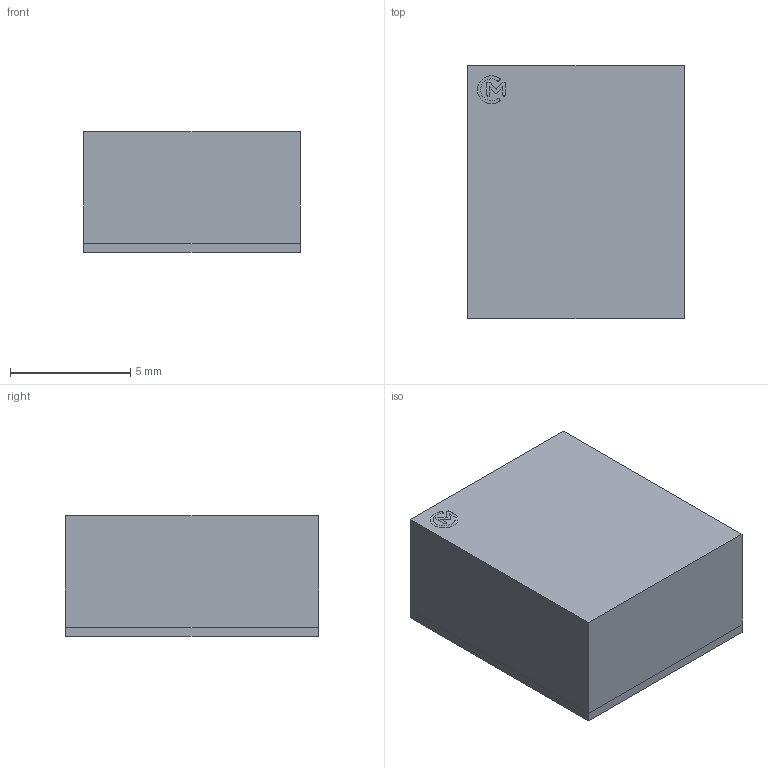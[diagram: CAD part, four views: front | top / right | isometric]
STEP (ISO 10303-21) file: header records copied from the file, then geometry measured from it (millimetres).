
FILE_DESCRIPTION(/* description */ (''),/* implementation_level */ '2;1');
FILE_NAME(/* name */ 'MYMGM5R012ELA5RN.step',/* time_stamp */ '2026-02-03T18:23:27+01:00',/* author */ (''),/* organization */ (''),/* preprocessor_version */ 'ST-DEVELOPER v20.1',/* originating_system */ 'Autodesk Translation Framework v14.24.0.0',/* authorisation */ '');
FILE_SCHEMA (('AUTOMOTIVE_DESIGN { 1 0 10303 214 3 1 1 }'));
Length unit declared in the file: millimetre
Products named in the file (5): Murata MYMGK00504ERSR; terminal; PCB; top; logo
Assembly tree (4 placements, depth 2):
  Murata MYMGK00504ERSR
    terminal
    PCB
    top
    logo
Bounding box: 9 x 10.5 x 5 mm (x, y, z)
Volume: 471.7 mm3; surface area: 714.8 mm2
Topology: 60 solids, 60 shells, 607 faces, 1461 edges, 974 vertices
Faces by surface type: plane 592, cylinder 15
Entity records: 17650 total; most frequent: CARTESIAN_POINT 3051, ORIENTED_EDGE 2922, DIRECTION 2723, EDGE_CURVE 1461, LINE 1431, VECTOR 1431, VERTEX_POINT 974, EDGE_LOOP 719
